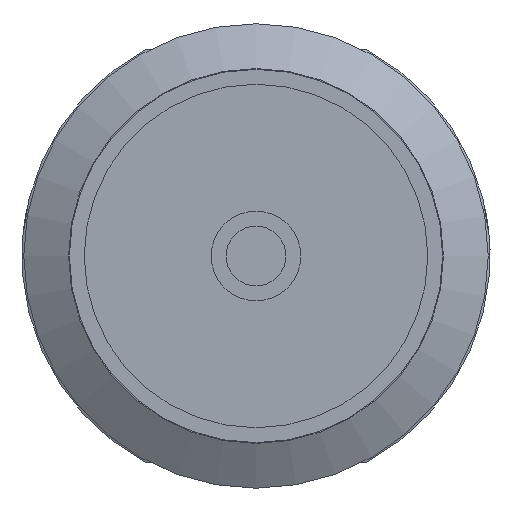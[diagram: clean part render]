
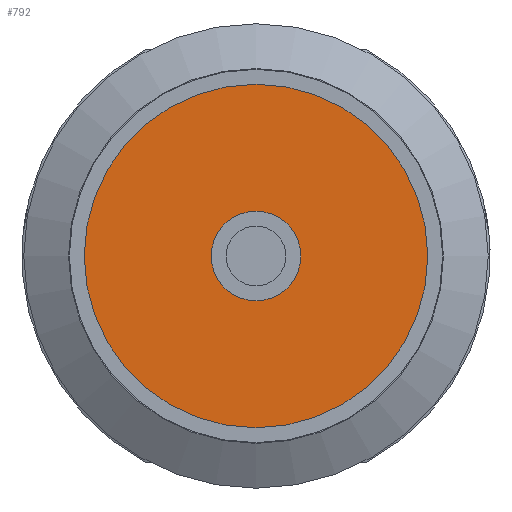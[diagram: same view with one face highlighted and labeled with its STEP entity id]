
A CAD part, left-side view. The second image highlights one B-rep face of the part: STEP entity #792.
In plain terms, the highlighted planar face has unit normal (-1, 0, 0).
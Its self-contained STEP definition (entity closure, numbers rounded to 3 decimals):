
#149=FACE_BOUND($,#292,.T.);
#191=FACE_OUTER_BOUND($,#291,.T.);
#291=EDGE_LOOP($,(#617));
#292=EDGE_LOOP($,(#618));
#375=CIRCLE($,#915,2.3);
#377=CIRCLE($,#918,0.6);
#431=VERTEX_POINT($,#1354);
#433=VERTEX_POINT($,#1359);
#503=EDGE_CURVE($,#431,#431,#375,.T.);
#505=EDGE_CURVE($,#433,#433,#377,.T.);
#617=ORIENTED_EDGE($,*,*,#503,.F.);
#618=ORIENTED_EDGE($,*,*,#505,.T.);
#734=PLANE($,#920);
#792=ADVANCED_FACE($,(#191,#149),#734,.F.);
#915=AXIS2_PLACEMENT_3D($,#1355,#1097,#1098);
#918=AXIS2_PLACEMENT_3D($,#1360,#1103,#1104);
#920=AXIS2_PLACEMENT_3D($,#1362,#1107,#1108);
#1097=DIRECTION('center_axis',(1.,0.,0.));
#1098=DIRECTION('ref_axis',(0.,1.,0.));
#1103=DIRECTION('center_axis',(1.,0.,0.));
#1104=DIRECTION('ref_axis',(0.,-1.,0.));
#1107=DIRECTION('center_axis',(1.,0.,0.));
#1108=DIRECTION('ref_axis',(0.,0.,1.));
#1354=CARTESIAN_POINT('',(-8.155,2.3,0.19));
#1355=CARTESIAN_POINT('Origin',(-8.155,0.,0.19));
#1359=CARTESIAN_POINT('',(-8.155,-0.6,0.19));
#1360=CARTESIAN_POINT('Origin',(-8.155,0.,0.19));
#1362=CARTESIAN_POINT('Origin',(-8.155,0.,0.19));
